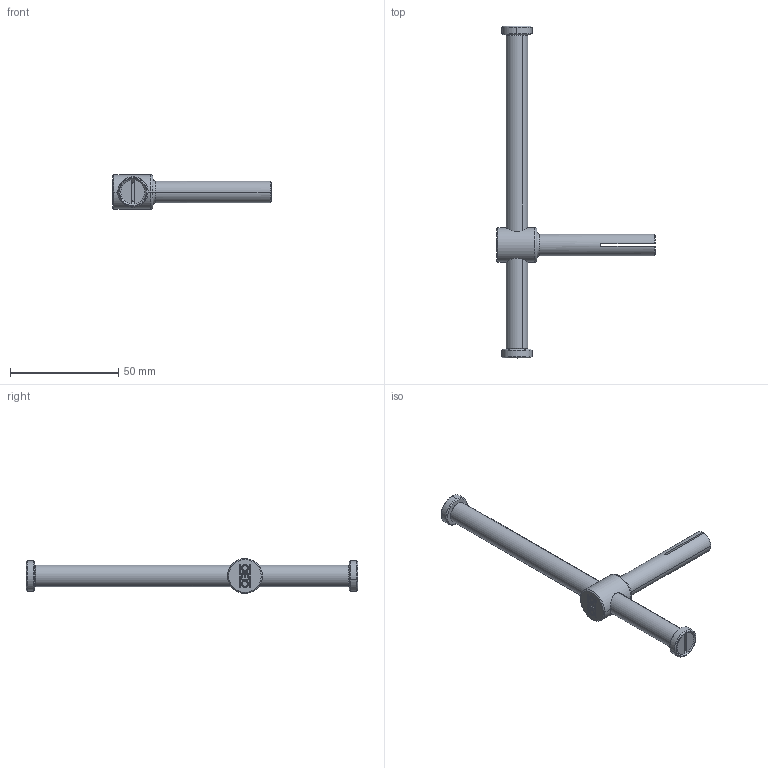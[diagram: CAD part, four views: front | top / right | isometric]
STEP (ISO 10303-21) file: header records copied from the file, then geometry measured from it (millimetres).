
FILE_DESCRIPTION (( 'STEP AP214' ), '1' );
FILE_NAME ('117679.STEP', '2018-10-08T06:44:39', ( '' ), ( '' ), 'SwSTEP 2.0', 'SolidWorks 2016', '' );
FILE_SCHEMA (( 'AUTOMOTIVE_DESIGN' ));
Length unit declared in the file: millimetre
Products named in the file (5): 117679; 117675_Standard; 117676_Standard; 117677_Standard; 117678_Standard
Assembly tree (6 placements, depth 2):
  117679
    117675_Standard  x2
    117676_Standard  x2
    117677_Standard
    117678_Standard
Bounding box: 73 x 153 x 16 mm (x, y, z)
Volume: 18829 mm3; surface area: 10422.7 mm2
Topology: 6 solids, 6 shells, 132 faces, 305 edges, 191 vertices
Faces by surface type: plane 51, cylinder 44, cone 29, bspline 4, torus 4
Entity records: 3496 total; most frequent: CARTESIAN_POINT 763, DIRECTION 550, ORIENTED_EDGE 498, EDGE_CURVE 249, AXIS2_PLACEMENT_3D 212, VERTEX_POINT 159, VECTOR 126, LINE 126
